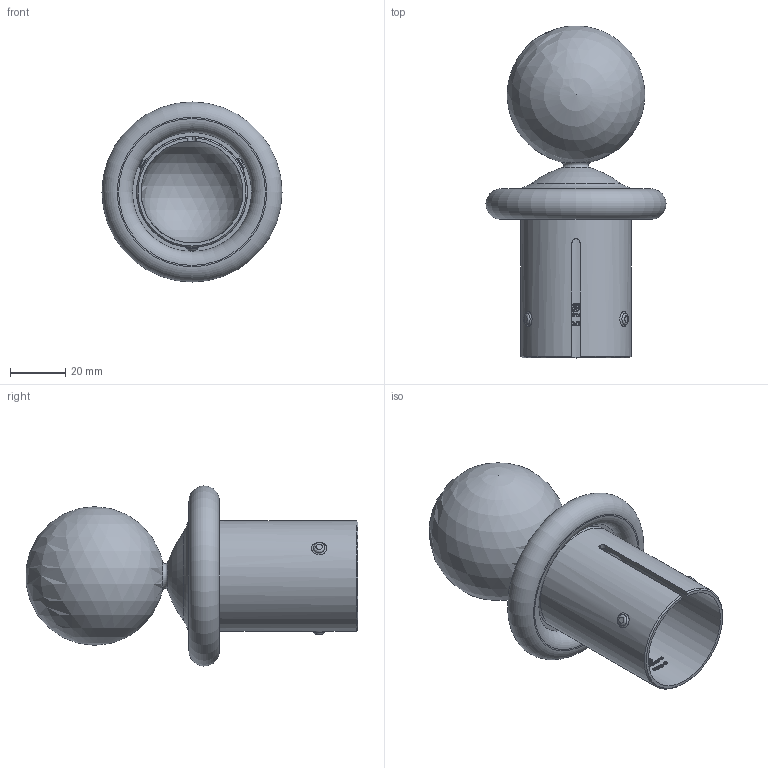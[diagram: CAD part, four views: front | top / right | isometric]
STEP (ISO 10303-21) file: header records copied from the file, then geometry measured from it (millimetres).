
FILE_DESCRIPTION (( 'STEP AP203' ), '1' );
FILE_NAME ('50262-ST.step', '2021-10-04T09:44:43', ( '' ), ( '' ), 'SwSTEP 2.0', 'SolidWorks 2018', '' );
FILE_SCHEMA (( 'CONFIG_CONTROL_DESIGN' ));
Length unit declared in the file: millimetre
Products named in the file (2): 50262-ST
Bounding box: 64.98 x 119.79 x 64.98 mm (x, y, z)
Volume: 100177.9 mm3; surface area: 29668.7 mm2
Topology: 1 solids, 1 shells, 286 faces, 784 edges, 521 vertices
Faces by surface type: bspline 127, plane 120, cylinder 30, torus 6, sphere 2, cone 1
Full cylindrical faces by diameter (mm): 36.8 x1, 40 x1
Entity records: 14808 total; most frequent: CARTESIAN_POINT 8550, ORIENTED_EDGE 1468, DIRECTION 879, EDGE_CURVE 734, VERTEX_POINT 496, LINE 341, VECTOR 341, EDGE_LOOP 324
